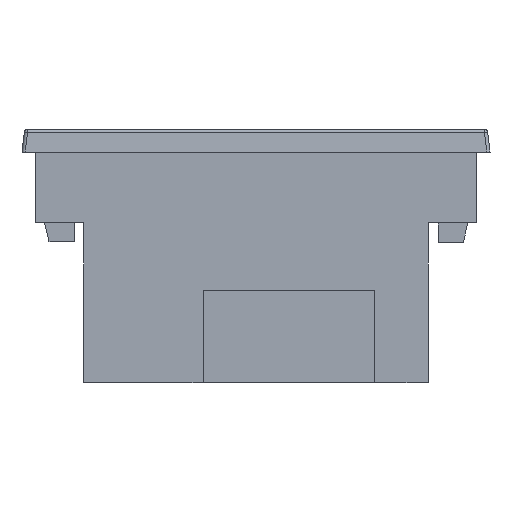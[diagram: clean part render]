
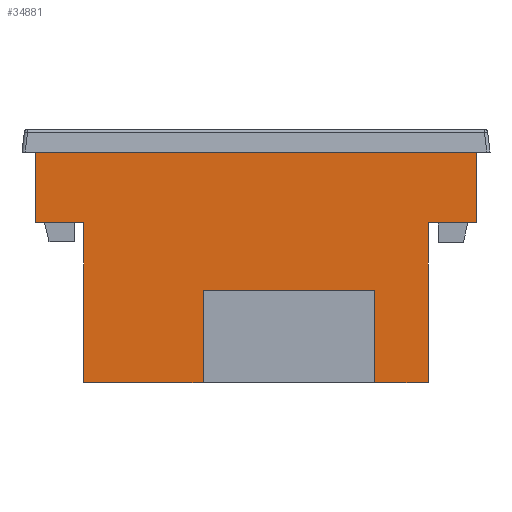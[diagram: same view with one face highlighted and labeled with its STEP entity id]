
A CAD part, left-side view. The second image highlights one B-rep face of the part: STEP entity #34881.
In plain terms, the highlighted planar face has unit normal (-1, 0, 0).
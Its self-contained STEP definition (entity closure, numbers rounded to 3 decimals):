
#1655=DIRECTION('',(0.,1.,0.));
#1656=VECTOR('',#1655,135.6);
#1657=CARTESIAN_POINT('',(-68.8,-67.8,0.));
#1658=LINE('',#1657,#1656);
#13678=DIRECTION('',(0.,1.,0.));
#13679=VECTOR('',#13678,14.8);
#13680=CARTESIAN_POINT('',(-68.8,-67.8,-21.75));
#13681=LINE('',#13680,#13679);
#13706=DIRECTION('',(0.,1.,0.));
#13707=VECTOR('',#13706,14.8);
#13708=CARTESIAN_POINT('',(-68.8,53.,-21.75));
#13709=LINE('',#13708,#13707);
#14007=DIRECTION('',(0.,1.,0.));
#14008=VECTOR('',#14007,36.7);
#14009=CARTESIAN_POINT('',(-68.8,16.3,-70.95));
#14010=LINE('',#14009,#14008);
#14035=DIRECTION('',(0.,1.,0.));
#14036=VECTOR('',#14035,16.5);
#14037=CARTESIAN_POINT('',(-68.8,-53.,-70.95));
#14038=LINE('',#14037,#14036);
#14063=DIRECTION('',(0.,0.,-1.));
#14064=VECTOR('',#14063,49.2);
#14065=CARTESIAN_POINT('',(-68.8,53.,-21.75));
#14066=LINE('',#14065,#14064);
#14070=DIRECTION('',(0.,-1.,0.));
#14071=VECTOR('',#14070,52.8);
#14072=CARTESIAN_POINT('',(-68.8,16.3,-42.45));
#14073=LINE('',#14072,#14071);
#14077=DIRECTION('',(0.,0.,1.));
#14078=VECTOR('',#14077,28.5);
#14079=CARTESIAN_POINT('',(-68.8,16.3,-70.95));
#14080=LINE('',#14079,#14078);
#14084=DIRECTION('',(0.,0.,-1.));
#14085=VECTOR('',#14084,21.75);
#14086=CARTESIAN_POINT('',(-68.8,-67.8,0.));
#14087=LINE('',#14086,#14085);
#14091=DIRECTION('',(0.,0.,-1.));
#14092=VECTOR('',#14091,49.2);
#14093=CARTESIAN_POINT('',(-68.8,-53.,-21.75));
#14094=LINE('',#14093,#14092);
#14098=DIRECTION('',(0.,0.,1.));
#14099=VECTOR('',#14098,28.5);
#14100=CARTESIAN_POINT('',(-68.8,-36.5,-70.95));
#14101=LINE('',#14100,#14099);
#14217=DIRECTION('',(0.,0.,-1.));
#14218=VECTOR('',#14217,21.75);
#14219=CARTESIAN_POINT('',(-68.8,67.8,0.));
#14220=LINE('',#14219,#14218);
#20936=CARTESIAN_POINT('',(-68.8,-67.8,0.));
#20938=VERTEX_POINT('',#20936);
#20939=CARTESIAN_POINT('',(-68.8,67.8,0.));
#20940=VERTEX_POINT('',#20939);
#20945=CARTESIAN_POINT('',(-68.8,-67.8,-21.75));
#20946=VERTEX_POINT('',#20945);
#20947=CARTESIAN_POINT('',(-68.8,67.8,-21.75));
#20948=VERTEX_POINT('',#20947);
#20952=CARTESIAN_POINT('',(-68.8,-53.,-70.95));
#20954=VERTEX_POINT('',#20952);
#20955=CARTESIAN_POINT('',(-68.8,53.,-70.95));
#20957=VERTEX_POINT('',#20955);
#20959=CARTESIAN_POINT('',(-68.8,-53.,-21.75));
#20961=VERTEX_POINT('',#20959);
#20963=CARTESIAN_POINT('',(-68.8,53.,-21.75));
#20965=VERTEX_POINT('',#20963);
#20971=CARTESIAN_POINT('',(-68.8,16.3,-42.45));
#20972=CARTESIAN_POINT('',(-68.8,-36.5,-42.45));
#20973=VERTEX_POINT('',#20971);
#20974=VERTEX_POINT('',#20972);
#20975=CARTESIAN_POINT('',(-68.8,16.3,-70.95));
#20976=VERTEX_POINT('',#20975);
#20977=CARTESIAN_POINT('',(-68.8,-36.5,-70.95));
#20978=VERTEX_POINT('',#20977);
#34857=CARTESIAN_POINT('',(-68.8,-67.8,0.));
#34858=DIRECTION('',(-1.,0.,0.));
#34859=DIRECTION('',(0.,1.,0.));
#34860=AXIS2_PLACEMENT_3D('',#34857,#34858,#34859);
#34861=PLANE('',#34860);
#34863=ORIENTED_EDGE('',*,*,#34862,.F.);
#34865=ORIENTED_EDGE('',*,*,#34864,.F.);
#34866=ORIENTED_EDGE('',*,*,#34803,.T.);
#34867=ORIENTED_EDGE('',*,*,#34850,.F.);
#34868=ORIENTED_EDGE('',*,*,#34545,.T.);
#34870=ORIENTED_EDGE('',*,*,#34869,.F.);
#34871=ORIENTED_EDGE('',*,*,#24540,.F.);
#34872=ORIENTED_EDGE('',*,*,#34344,.T.);
#34873=ORIENTED_EDGE('',*,*,#34530,.T.);
#34875=ORIENTED_EDGE('',*,*,#34874,.T.);
#34876=ORIENTED_EDGE('',*,*,#34811,.T.);
#34878=ORIENTED_EDGE('',*,*,#34877,.T.);
#34879=EDGE_LOOP('',(#34863,#34865,#34866,#34867,#34868,#34870,#34871,#34872,
#34873,#34875,#34876,#34878));
#34880=FACE_OUTER_BOUND('',#34879,.F.);
#24540=EDGE_CURVE('',#20938,#20940,#1658,.T.);
#34344=EDGE_CURVE('',#20938,#20946,#14087,.T.);
#34530=EDGE_CURVE('',#20946,#20961,#13681,.T.);
#34545=EDGE_CURVE('',#20965,#20948,#13709,.T.);
#34803=EDGE_CURVE('',#20976,#20957,#14010,.T.);
#34811=EDGE_CURVE('',#20954,#20978,#14038,.T.);
#34850=EDGE_CURVE('',#20965,#20957,#14066,.T.);
#34862=EDGE_CURVE('',#20973,#20974,#14073,.T.);
#34864=EDGE_CURVE('',#20976,#20973,#14080,.T.);
#34869=EDGE_CURVE('',#20940,#20948,#14220,.T.);
#34874=EDGE_CURVE('',#20961,#20954,#14094,.T.);
#34877=EDGE_CURVE('',#20978,#20974,#14101,.T.);
#34881=ADVANCED_FACE('',(#34880),#34861,.T.);
